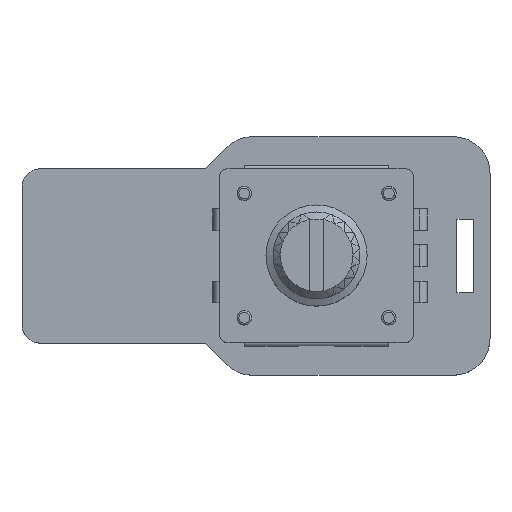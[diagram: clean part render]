
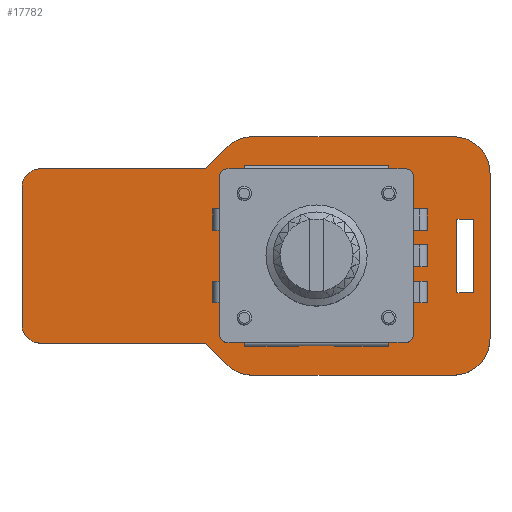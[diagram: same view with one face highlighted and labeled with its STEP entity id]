
A CAD part, top view. The second image highlights one B-rep face of the part: STEP entity #17782.
In plain terms, the highlighted planar face has unit normal (0, 0, 1).
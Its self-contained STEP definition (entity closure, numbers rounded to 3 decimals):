
#230=FACE_BOUND('',#1948,.T.);
#330=CIRCLE('',#18938,2.54);
#332=CIRCLE('',#18942,2.54);
#334=CIRCLE('',#18947,1.27);
#336=CIRCLE('',#18951,1.27);
#338=CIRCLE('',#18956,2.54);
#340=CIRCLE('',#18960,2.54);
#961=FACE_OUTER_BOUND('',#1947,.T.);
#1947=EDGE_LOOP('',(#11473,#11474,#11475,#11476,#11477,#11478,#11479,#11480,
#11481,#11482,#11483,#11484,#11485,#11486));
#1948=EDGE_LOOP('',(#11487,#11488,#11489,#11490));
#2954=LINE('',#25450,#5001);
#2957=LINE('',#25456,#5004);
#2960=LINE('',#25462,#5007);
#2963=LINE('',#25466,#5010);
#2966=LINE('',#25474,#5013);
#2970=LINE('',#25486,#5017);
#2974=LINE('',#25498,#5021);
#2977=LINE('',#25504,#5024);
#2981=LINE('',#25516,#5028);
#2985=LINE('',#25528,#5032);
#2988=LINE('',#25534,#5035);
#2992=LINE('',#25546,#5039);
#5001=VECTOR('',#20551,10.);
#5004=VECTOR('',#20556,10.);
#5007=VECTOR('',#20561,10.);
#5010=VECTOR('',#20566,10.);
#5013=VECTOR('',#20571,10.);
#5017=VECTOR('',#20583,10.);
#5021=VECTOR('',#20595,10.);
#5024=VECTOR('',#20600,10.);
#5028=VECTOR('',#20612,10.);
#5032=VECTOR('',#20624,10.);
#5035=VECTOR('',#20629,10.);
#5039=VECTOR('',#20641,10.);
#7068=VERTEX_POINT('',#25447);
#7069=VERTEX_POINT('',#25449);
#7071=VERTEX_POINT('',#25455);
#7073=VERTEX_POINT('',#25461);
#7076=VERTEX_POINT('',#25471);
#7077=VERTEX_POINT('',#25473);
#7079=VERTEX_POINT('',#25479);
#7081=VERTEX_POINT('',#25485);
#7083=VERTEX_POINT('',#25491);
#7085=VERTEX_POINT('',#25497);
#7087=VERTEX_POINT('',#25503);
#7089=VERTEX_POINT('',#25509);
#7091=VERTEX_POINT('',#25515);
#7093=VERTEX_POINT('',#25521);
#7095=VERTEX_POINT('',#25527);
#7097=VERTEX_POINT('',#25533);
#7099=VERTEX_POINT('',#25539);
#7101=VERTEX_POINT('',#25545);
#8772=EDGE_CURVE('',#7069,#7068,#2954,.T.);
#8775=EDGE_CURVE('',#7071,#7069,#2957,.T.);
#8778=EDGE_CURVE('',#7073,#7071,#2960,.T.);
#8781=EDGE_CURVE('',#7068,#7073,#2963,.T.);
#8784=EDGE_CURVE('',#7077,#7076,#2966,.T.);
#8787=EDGE_CURVE('',#7079,#7077,#330,.T.);
#8790=EDGE_CURVE('',#7081,#7079,#2970,.T.);
#8793=EDGE_CURVE('',#7083,#7081,#332,.T.);
#8796=EDGE_CURVE('',#7085,#7083,#2974,.T.);
#8799=EDGE_CURVE('',#7087,#7085,#2977,.T.);
#8802=EDGE_CURVE('',#7089,#7087,#334,.T.);
#8805=EDGE_CURVE('',#7091,#7089,#2981,.T.);
#8808=EDGE_CURVE('',#7093,#7091,#336,.T.);
#8811=EDGE_CURVE('',#7095,#7093,#2985,.T.);
#8814=EDGE_CURVE('',#7097,#7095,#2988,.T.);
#8817=EDGE_CURVE('',#7099,#7097,#338,.T.);
#8820=EDGE_CURVE('',#7101,#7099,#2992,.T.);
#8823=EDGE_CURVE('',#7076,#7101,#340,.T.);
#11473=ORIENTED_EDGE('',*,*,#8823,.T.);
#11474=ORIENTED_EDGE('',*,*,#8820,.T.);
#11475=ORIENTED_EDGE('',*,*,#8817,.T.);
#11476=ORIENTED_EDGE('',*,*,#8814,.T.);
#11477=ORIENTED_EDGE('',*,*,#8811,.T.);
#11478=ORIENTED_EDGE('',*,*,#8808,.T.);
#11479=ORIENTED_EDGE('',*,*,#8805,.T.);
#11480=ORIENTED_EDGE('',*,*,#8802,.T.);
#11481=ORIENTED_EDGE('',*,*,#8799,.T.);
#11482=ORIENTED_EDGE('',*,*,#8796,.T.);
#11483=ORIENTED_EDGE('',*,*,#8793,.T.);
#11484=ORIENTED_EDGE('',*,*,#8790,.T.);
#11485=ORIENTED_EDGE('',*,*,#8787,.T.);
#11486=ORIENTED_EDGE('',*,*,#8784,.T.);
#11487=ORIENTED_EDGE('',*,*,#8781,.T.);
#11488=ORIENTED_EDGE('',*,*,#8778,.T.);
#11489=ORIENTED_EDGE('',*,*,#8775,.T.);
#11490=ORIENTED_EDGE('',*,*,#8772,.T.);
#16381=PLANE('',#18961);
#17782=ADVANCED_FACE('',(#961,#230),#16381,.T.);
#18938=AXIS2_PLACEMENT_3D('',#25480,#20577,#20578);
#18942=AXIS2_PLACEMENT_3D('',#25492,#20589,#20590);
#18947=AXIS2_PLACEMENT_3D('',#25510,#20606,#20607);
#18951=AXIS2_PLACEMENT_3D('',#25522,#20618,#20619);
#18956=AXIS2_PLACEMENT_3D('',#25540,#20635,#20636);
#18960=AXIS2_PLACEMENT_3D('',#25550,#20647,#20648);
#18961=AXIS2_PLACEMENT_3D('',#25551,#20649,#20650);
#20551=DIRECTION('',(0.,-1.,0.));
#20556=DIRECTION('',(1.,0.,0.));
#20561=DIRECTION('',(0.,1.,0.));
#20566=DIRECTION('',(-1.,0.,0.));
#20571=DIRECTION('',(0.,1.,0.));
#20577=DIRECTION('center_axis',(0.,0.,1.));
#20578=DIRECTION('ref_axis',(0.,-1.,0.));
#20583=DIRECTION('',(1.,0.,0.));
#20589=DIRECTION('center_axis',(0.,0.,1.));
#20590=DIRECTION('ref_axis',(-0.707,-0.707,0.));
#20595=DIRECTION('',(0.707,-0.707,0.));
#20600=DIRECTION('',(1.,0.,0.));
#20606=DIRECTION('center_axis',(0.,0.,1.));
#20607=DIRECTION('ref_axis',(-1.,0.,0.));
#20612=DIRECTION('',(0.,-1.,0.));
#20618=DIRECTION('center_axis',(0.,0.,1.));
#20619=DIRECTION('ref_axis',(0.,1.,0.));
#20624=DIRECTION('',(-1.,0.,0.));
#20629=DIRECTION('',(-0.707,-0.707,0.));
#20635=DIRECTION('center_axis',(0.,0.,1.));
#20636=DIRECTION('ref_axis',(0.,1.,0.));
#20641=DIRECTION('',(-1.,0.,0.));
#20647=DIRECTION('center_axis',(0.,0.,1.));
#20648=DIRECTION('ref_axis',(1.,0.,0.));
#20649=DIRECTION('center_axis',(0.,0.,1.));
#20650=DIRECTION('ref_axis',(1.,0.,0.));
#25447=CARTESIAN_POINT('',(31.242,-2.54,2.));
#25449=CARTESIAN_POINT('',(31.242,2.54,2.));
#25450=CARTESIAN_POINT('',(31.242,2.54,2.));
#25455=CARTESIAN_POINT('',(30.099,2.54,2.));
#25456=CARTESIAN_POINT('',(30.099,2.54,2.));
#25461=CARTESIAN_POINT('',(30.099,-2.54,2.));
#25462=CARTESIAN_POINT('',(30.099,-2.54,2.));
#25466=CARTESIAN_POINT('',(31.242,-2.54,2.));
#25471=CARTESIAN_POINT('',(32.385,5.715,2.));
#25473=CARTESIAN_POINT('',(32.385,-5.715,2.));
#25474=CARTESIAN_POINT('',(32.385,5.715,2.));
#25479=CARTESIAN_POINT('',(29.845,-8.255,2.));
#25480=CARTESIAN_POINT('Origin',(29.845,-5.715,2.));
#25485=CARTESIAN_POINT('',(15.975,-8.255,2.));
#25486=CARTESIAN_POINT('',(29.845,-8.255,2.));
#25491=CARTESIAN_POINT('',(14.179,-7.511,2.));
#25492=CARTESIAN_POINT('Origin',(15.975,-5.715,2.));
#25497=CARTESIAN_POINT('',(12.7,-6.032,2.));
#25498=CARTESIAN_POINT('',(14.179,-7.511,2.));
#25503=CARTESIAN_POINT('',(1.27,-6.032,2.));
#25504=CARTESIAN_POINT('',(12.7,-6.032,2.));
#25509=CARTESIAN_POINT('',(0.,-4.762,2.));
#25510=CARTESIAN_POINT('Origin',(1.27,-4.762,2.));
#25515=CARTESIAN_POINT('',(0.,4.762,2.));
#25516=CARTESIAN_POINT('',(0.,-4.762,2.));
#25521=CARTESIAN_POINT('',(1.27,6.032,2.));
#25522=CARTESIAN_POINT('Origin',(1.27,4.762,2.));
#25527=CARTESIAN_POINT('',(12.7,6.032,2.));
#25528=CARTESIAN_POINT('',(1.27,6.032,2.));
#25533=CARTESIAN_POINT('',(14.179,7.511,2.));
#25534=CARTESIAN_POINT('',(12.7,6.032,2.));
#25539=CARTESIAN_POINT('',(15.975,8.255,2.));
#25540=CARTESIAN_POINT('Origin',(15.975,5.715,2.));
#25545=CARTESIAN_POINT('',(29.845,8.255,2.));
#25546=CARTESIAN_POINT('',(15.975,8.255,2.));
#25550=CARTESIAN_POINT('Origin',(29.845,5.715,2.));
#25551=CARTESIAN_POINT('Origin',(16.193,0.,2.));
